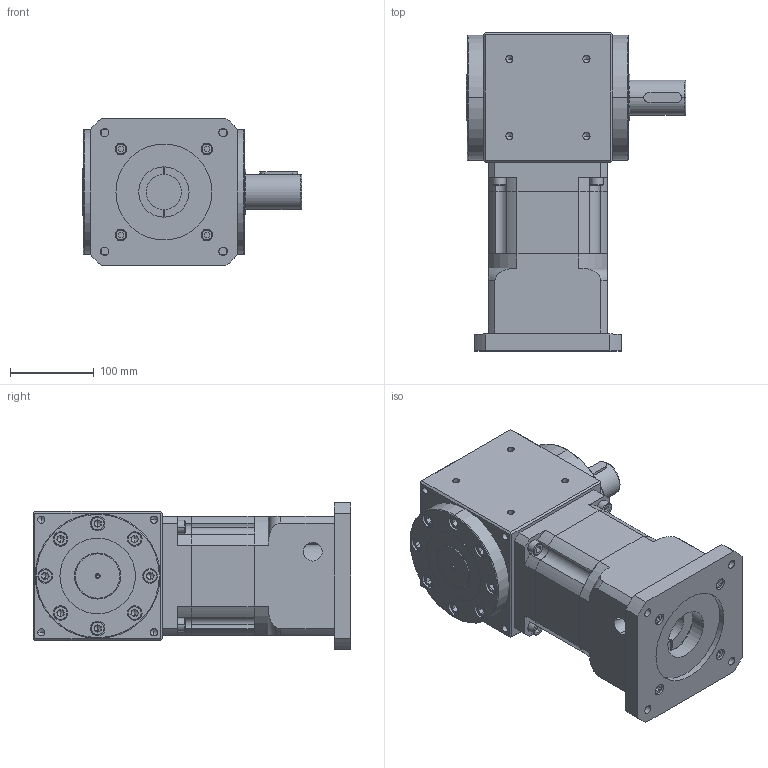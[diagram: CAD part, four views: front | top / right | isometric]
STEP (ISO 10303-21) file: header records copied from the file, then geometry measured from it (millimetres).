
FILE_DESCRIPTION (( 'STEP AP214' ), '1' );
FILE_NAME ('RAM150-L2-XX-S-42-114.3-200-M12_2019.STEP', '2019-04-10T01:00:05', ( 'Y' ), ( 'NCU' ), 'SwSTEP 2.0', 'SolidWorks 2016', '' );
FILE_SCHEMA (( 'AUTOMOTIVE_DESIGN' ));
Length unit declared in the file: millimetre
Products named in the file (1): RAM150-L2-XX-S-42-114.3-200-M12_2019
Bounding box: 262 x 379 x 176 mm (x, y, z)
Volume: 8382030.2 mm3; surface area: 576028.2 mm2
Topology: 5 solids, 26 shells, 893 faces, 2085 edges, 1275 vertices
Faces by surface type: plane 416, cylinder 317, cone 114, torus 46
Entity records: 27408 total; most frequent: CARTESIAN_POINT 4932, DIRECTION 4633, ORIENTED_EDGE 3998, EDGE_CURVE 1999, AXIS2_PLACEMENT_3D 1780, VERTEX_POINT 1275, VECTOR 1073, LINE 1073
